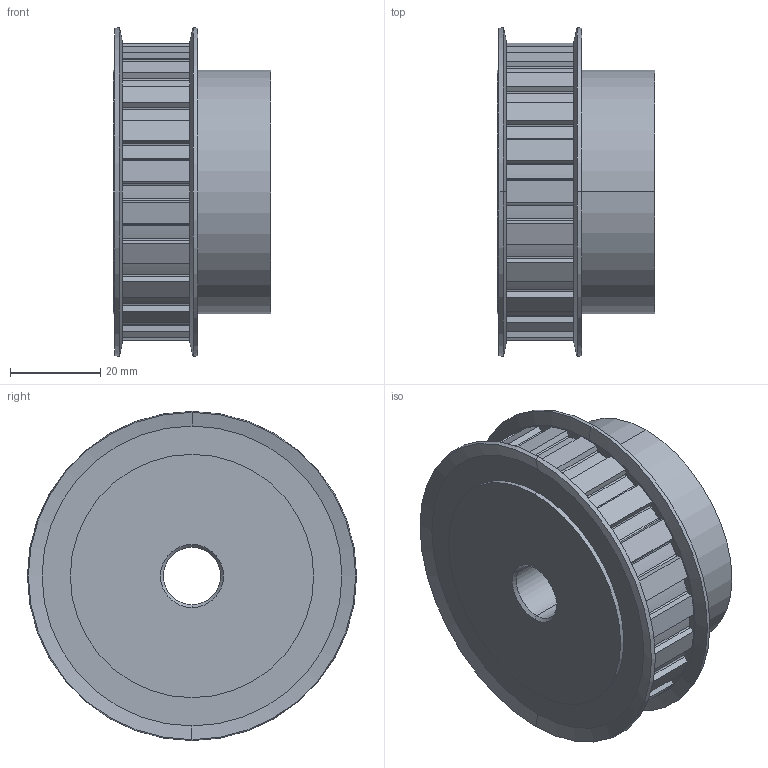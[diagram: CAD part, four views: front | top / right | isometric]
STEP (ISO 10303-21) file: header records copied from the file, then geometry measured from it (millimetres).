
FILE_DESCRIPTION (( 'STEP AP214' ), '1' );
FILE_NAME ('SPB22L050BF-500.STEP', '2015-12-10T14:57:44', ( '' ), ( '' ), 'SwSTEP 2.0', 'SolidWorks 2015', '' );
FILE_SCHEMA (( 'AUTOMOTIVE_DESIGN' ));
Length unit declared in the file: inch
Products named in the file (1): SPB22L050BF-500
Bounding box: 34.92 x 73.03 x 73.03 mm (x, y, z)
Volume: 94404.4 mm3; surface area: 18463.4 mm2
Topology: 1 solids, 1 shells, 168 faces, 474 edges, 312 vertices
Faces by surface type: cylinder 80, plane 72, cone 16
Entity records: 5526 total; most frequent: DIRECTION 992, CARTESIAN_POINT 955, ORIENTED_EDGE 948, EDGE_CURVE 474, AXIS2_PLACEMENT_3D 349, VERTEX_POINT 312, LINE 294, VECTOR 294
